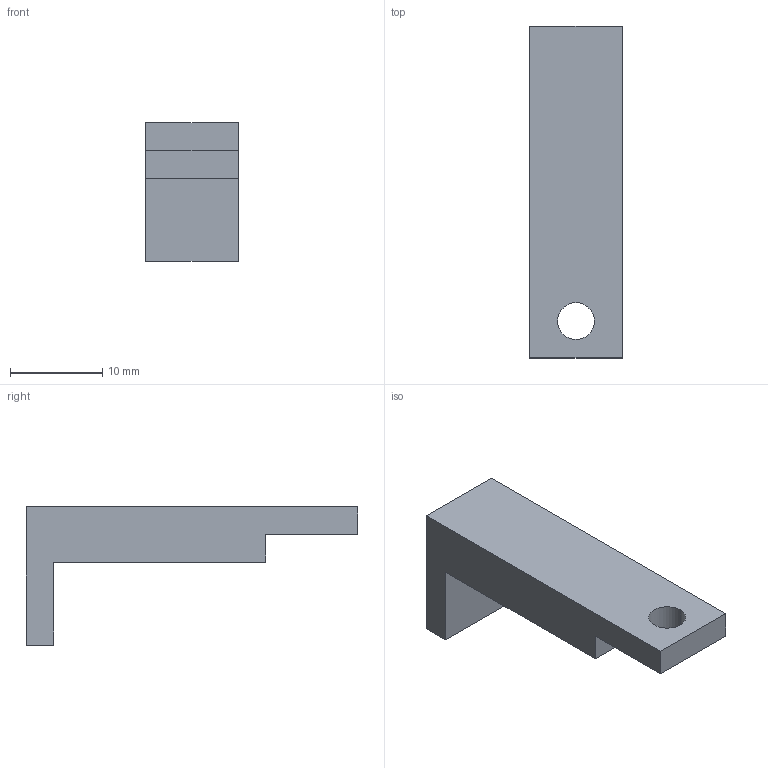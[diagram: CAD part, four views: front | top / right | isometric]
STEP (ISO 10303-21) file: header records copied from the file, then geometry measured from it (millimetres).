
FILE_DESCRIPTION((''),'2;1');
FILE_NAME('MOUNT_FIX','2020-02-04T15:43:34',('max'),(''),'CREO PARAMETRIC BY PTC INC, 2019224','CREO PARAMETRIC BY PTC INC, 2019224','');
FILE_SCHEMA(('CONFIG_CONTROL_DESIGN'));
Length unit declared in the file: millimetre
Products named in the file (1): MOUNT_FIX
Bounding box: 10 x 36 x 15 mm (x, y, z)
Volume: 1568.6 mm3; surface area: 1958.9 mm2
Topology: 1 solids, 1 shells, 26 faces, 72 edges, 46 vertices
Faces by surface type: plane 22, cylinder 4
Entity records: 862 total; most frequent: CARTESIAN_POINT 144, ORIENTED_EDGE 144, DIRECTION 132, EDGE_CURVE 72, VECTOR 64, LINE 64, VERTEX_POINT 46, AXIS2_PLACEMENT_3D 34
